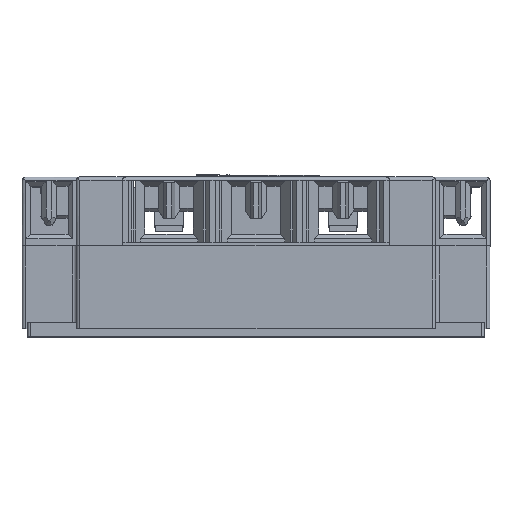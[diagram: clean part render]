
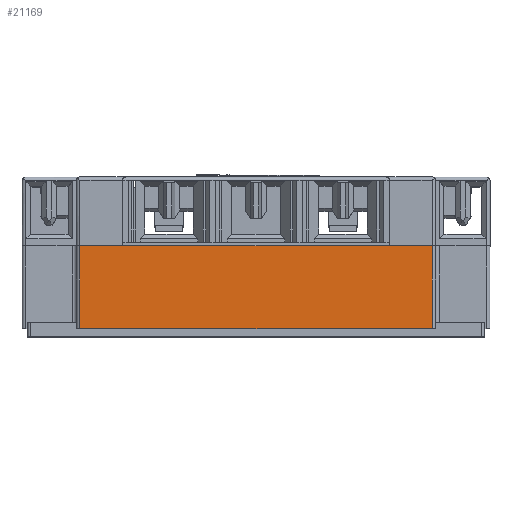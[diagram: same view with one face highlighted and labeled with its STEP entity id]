
A CAD part, top view. The second image highlights one B-rep face of the part: STEP entity #21169.
In plain terms, the highlighted planar face has unit normal (0, 0, 1).
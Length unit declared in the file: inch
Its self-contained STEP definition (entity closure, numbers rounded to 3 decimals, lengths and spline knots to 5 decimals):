
#2456 = ORIENTED_EDGE ( 'NONE', *, *, #15351, .T. ) ;
#2787 = CARTESIAN_POINT ( 'NONE',  ( -1.22211, -0.68352, 0.53909 ) ) ;
#2833 = CARTESIAN_POINT ( 'NONE',  ( -1.22211, -1.40889, 0.53909 ) ) ;
#4674 = LINE ( 'NONE', #10560, #10183 ) ;
#5230 = EDGE_CURVE ( 'NONE', #6316, #28050, #4674, .T. ) ;
#5555 = FACE_OUTER_BOUND ( 'NONE', #12015, .T. ) ;
#5843 = DIRECTION ( 'NONE',  ( 1., 0., 0. ) ) ;
#6316 = VERTEX_POINT ( 'NONE', #2833 ) ;
#7645 = CARTESIAN_POINT ( 'NONE',  ( -1.22211, -1.21379, 0.53909 ) ) ;
#9888 = CARTESIAN_POINT ( 'NONE',  ( 1.85945, -1.21379, 0.53909 ) ) ;
#10183 = VECTOR ( 'NONE', #5843, 39.37008 ) ;
#10560 = CARTESIAN_POINT ( 'NONE',  ( 1.85945, -1.40889, 0.53909 ) ) ;
#10817 = DIRECTION ( 'NONE',  ( -1., 0., 0. ) ) ;
#10837 = VERTEX_POINT ( 'NONE', #14927 ) ;
#11700 = VECTOR ( 'NONE', #21701, 39.37008 ) ;
#11881 = DIRECTION ( 'NONE',  ( 0., 0., 1. ) ) ;
#12015 = EDGE_LOOP ( 'NONE', ( #2456, #30040, #13433, #27521 ) ) ;
#12228 = DIRECTION ( 'NONE',  ( 0., 1., 0. ) ) ;
#13433 = ORIENTED_EDGE ( 'NONE', *, *, #5230, .T. ) ;
#14927 = CARTESIAN_POINT ( 'NONE',  ( 1.85945, -0.68352, 0.53909 ) ) ;
#15133 = EDGE_CURVE ( 'NONE', #15678, #6316, #24781, .T. ) ;
#15351 = EDGE_CURVE ( 'NONE', #10837, #15678, #30240, .T. ) ;
#15678 = VERTEX_POINT ( 'NONE', #2787 ) ;
#16260 = VECTOR ( 'NONE', #12228, 39.37008 ) ;
#17723 = CARTESIAN_POINT ( 'NONE',  ( 1.85945, -0.68352, 0.53909 ) ) ;
#20256 = EDGE_CURVE ( 'NONE', #28050, #10837, #29385, .T. ) ;
#21169 = ADVANCED_FACE ( 'NONE', ( #5555 ), #25688, .T. ) ;
#21701 = DIRECTION ( 'NONE',  ( 0., -1., 0. ) ) ;
#24036 = VECTOR ( 'NONE', #10817, 39.37008 ) ;
#24781 = LINE ( 'NONE', #7645, #11700 ) ;
#25688 = PLANE ( 'NONE',  #28668 ) ;
#25787 = CARTESIAN_POINT ( 'NONE',  ( 1.85945, -1.21379, 0.53909 ) ) ;
#26067 = CARTESIAN_POINT ( 'NONE',  ( 1.85945, -1.40889, 0.53909 ) ) ;
#27521 = ORIENTED_EDGE ( 'NONE', *, *, #20256, .T. ) ;
#28050 = VERTEX_POINT ( 'NONE', #26067 ) ;
#28180 = DIRECTION ( 'NONE',  ( 1., 0., 0. ) ) ;
#28668 = AXIS2_PLACEMENT_3D ( 'NONE', #25787, #11881, #28180 ) ;
#29385 = LINE ( 'NONE', #9888, #16260 ) ;
#30040 = ORIENTED_EDGE ( 'NONE', *, *, #15133, .T. ) ;
#30240 = LINE ( 'NONE', #17723, #24036 ) ;
